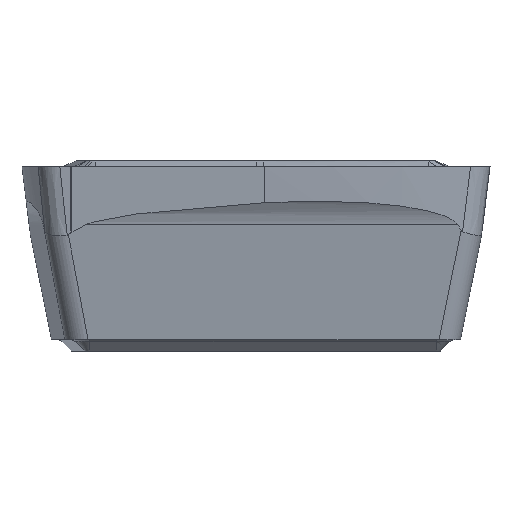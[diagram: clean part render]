
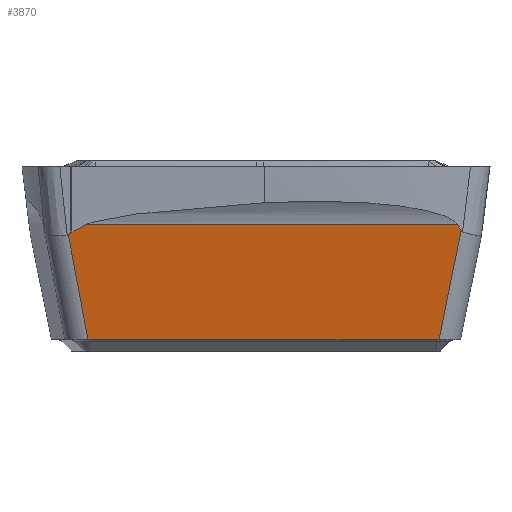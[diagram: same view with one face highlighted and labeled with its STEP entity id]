
A CAD part, front view. The second image highlights one B-rep face of the part: STEP entity #3870.
In plain terms, the highlighted planar face has unit normal (0.037, -0.981, -0.191).
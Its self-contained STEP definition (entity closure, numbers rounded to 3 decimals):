
#370=DIRECTION('',(0.999,0.038,0.));
#371=VECTOR('',#370,12.385);
#372=CARTESIAN_POINT('',(-5.924,-7.207,-6.1));
#373=LINE('',#372,#371);
#470=DIRECTION('',(-0.18,-0.194,0.964));
#471=VECTOR('',#470,3.831);
#472=CARTESIAN_POINT('',(-5.924,-7.207,-6.1));
#473=LINE('',#472,#471);
#477=DIRECTION('',(0.742,-0.101,0.663));
#478=VECTOR('',#477,0.1);
#479=CARTESIAN_POINT('',(-6.614,-7.952,
-2.406));
#480=LINE('',#479,#478);
#484=DIRECTION('',(0.883,-0.057,0.466));
#485=VECTOR('',#484,0.542);
#486=CARTESIAN_POINT('',(-6.488,-7.967,
-2.303));
#487=LINE('',#486,#485);
#491=CARTESIAN_POINT('',(7.11,-7.501,-2.05));
#492=CARTESIAN_POINT('',(7.15,-7.487,-2.113));
#493=CARTESIAN_POINT('',(7.191,-7.474,-2.176));
#494=CARTESIAN_POINT('',(7.231,-7.46,-2.239));
#499=DIRECTION('',(-0.194,0.18,-0.964));
#500=VECTOR('',#499,4.004);
#501=CARTESIAN_POINT('',(7.231,-7.46,-2.239));
#502=LINE('',#501,#500);
#1260=CARTESIAN_POINT('',(-6.488,-7.967,
-2.303));
#1261=CARTESIAN_POINT('',(-6.507,-7.966,
-2.313));
#1262=CARTESIAN_POINT('',(-6.524,-7.964,
-2.325));
#1263=CARTESIAN_POINT('',(-6.54,-7.962,
-2.339));
#1324=DIRECTION('',(-0.999,-0.038,0.));
#1325=VECTOR('',#1324,13.129);
#1326=CARTESIAN_POINT('',(7.11,-7.501,
-2.05));
#1327=LINE('',#1326,#1325);
#2872=CARTESIAN_POINT('',(-5.924,-7.207,-6.1));
#2873=CARTESIAN_POINT('',(6.452,-6.738,-6.1));
#2874=VERTEX_POINT('',#2872);
#2875=VERTEX_POINT('',#2873);
#2885=CARTESIAN_POINT('',(-6.614,-7.952,
-2.406));
#2886=VERTEX_POINT('',#2885);
#2887=CARTESIAN_POINT('',(-6.54,-7.962,
-2.339));
#2888=VERTEX_POINT('',#2887);
#2889=VERTEX_POINT('',#1260);
#2890=CARTESIAN_POINT('',(-6.01,-7.998,
-2.05));
#2891=VERTEX_POINT('',#2890);
#2892=CARTESIAN_POINT('',(7.11,-7.501,
-2.05));
#2893=VERTEX_POINT('',#2892);
#2894=VERTEX_POINT('',#494);
#3848=CARTESIAN_POINT('',(0.278,-7.327,-4.275));
#3849=DIRECTION('',(0.037,-0.981,-0.191));
#3850=DIRECTION('',(0.007,-0.191,0.982));
#3851=AXIS2_PLACEMENT_3D('',#3848,#3849,#3850);
#3852=PLANE('',#3851);
#3853=ORIENTED_EDGE('',*,*,#3819,.F.);
#3855=ORIENTED_EDGE('',*,*,#3854,.T.);
#3857=ORIENTED_EDGE('',*,*,#3856,.T.);
#3859=ORIENTED_EDGE('',*,*,#3858,.F.);
#3861=ORIENTED_EDGE('',*,*,#3860,.T.);
#3863=ORIENTED_EDGE('',*,*,#3862,.F.);
#3865=ORIENTED_EDGE('',*,*,#3864,.T.);
#3867=ORIENTED_EDGE('',*,*,#3866,.T.);
#3868=EDGE_LOOP('',(#3853,#3855,#3857,#3859,#3861,#3863,#3865,#3867));
#3869=FACE_OUTER_BOUND('',#3868,.F.);
#495=B_SPLINE_CURVE_WITH_KNOTS('',3,(#491,#492,#493,#494),.UNSPECIFIED.,.F.,.F.,
(4,4),(0.,1.),.UNSPECIFIED.);
#1264=B_SPLINE_CURVE_WITH_KNOTS('',3,(#1260,#1261,#1262,#1263),.UNSPECIFIED.,
.F.,.F.,(4,4),(0.,1.),.UNSPECIFIED.);
#3819=EDGE_CURVE('',#2874,#2875,#373,.T.);
#3854=EDGE_CURVE('',#2874,#2886,#473,.T.);
#3856=EDGE_CURVE('',#2886,#2888,#480,.T.);
#3858=EDGE_CURVE('',#2889,#2888,#1264,.T.);
#3860=EDGE_CURVE('',#2889,#2891,#487,.T.);
#3862=EDGE_CURVE('',#2893,#2891,#1327,.T.);
#3864=EDGE_CURVE('',#2893,#2894,#495,.T.);
#3866=EDGE_CURVE('',#2894,#2875,#502,.T.);
#3870=ADVANCED_FACE('',(#3869),#3852,.T.);
